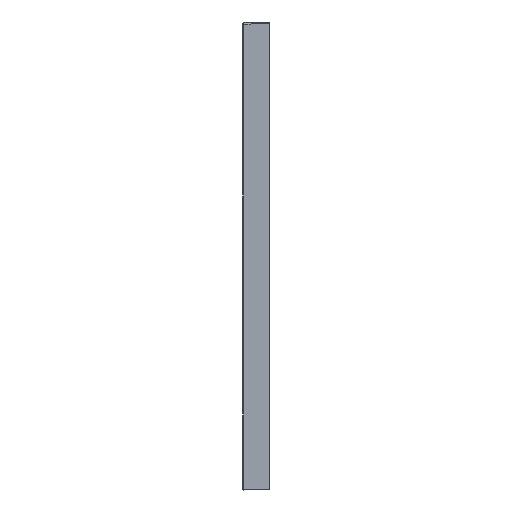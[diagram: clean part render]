
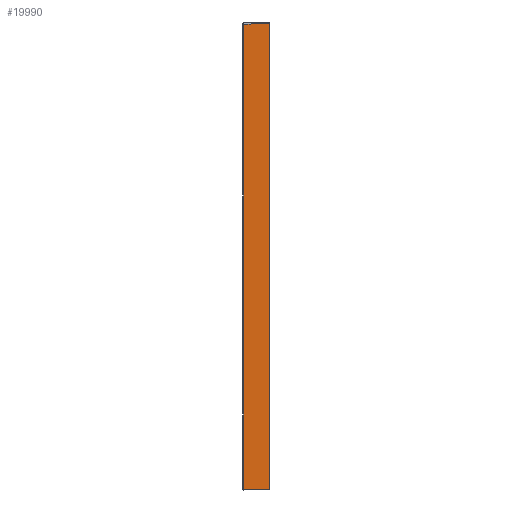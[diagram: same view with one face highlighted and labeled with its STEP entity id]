
A CAD part, left-side view. The second image highlights one B-rep face of the part: STEP entity #19990.
In plain terms, the highlighted planar face has unit normal (-0.999, 0.035, 0).
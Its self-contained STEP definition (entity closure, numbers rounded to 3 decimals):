
#434=DIRECTION('',(-0.035,-0.999,0.));
#435=VECTOR('',#434,38.038);
#436=CARTESIAN_POINT('',(-698.673,-1.986,
-262.5));
#437=LINE('',#436,#435);
#780=CARTESIAN_POINT('',(-700.,-40.,435.501));
#782=CARTESIAN_POINT('',(-698.673,-1.986,
-252.5));
#783=CARTESIAN_POINT('',(-698.673,-1.986,
-221.007));
#784=CARTESIAN_POINT('',(-698.672,-1.97,
-158.127));
#785=CARTESIAN_POINT('',(-698.671,-1.933,
-61.461));
#786=CARTESIAN_POINT('',(-698.67,-1.924,3.713));
#787=CARTESIAN_POINT('',(-698.671,-1.93,37.5));
#789=DIRECTION('',(0.,0.,1.));
#790=VECTOR('',#789,290.);
#791=CARTESIAN_POINT('',(-698.671,-1.93,37.5));
#792=LINE('',#791,#790);
#793=CARTESIAN_POINT('',(-698.673,-1.986,327.5));
#794=CARTESIAN_POINT('',(-698.673,-1.986,339.368));
#795=CARTESIAN_POINT('',(-698.672,-1.98,362.925));
#796=CARTESIAN_POINT('',(-698.672,-1.959,398.482));
#797=CARTESIAN_POINT('',(-698.671,-1.941,422.171));
#798=CARTESIAN_POINT('',(-698.671,-1.932,434.172));
#800=DIRECTION('',(-0.035,-0.999,0.035));
#801=VECTOR('',#800,38.115);
#802=CARTESIAN_POINT('',(-698.671,-1.932,434.172));
#803=LINE('',#802,#801);
#804=DIRECTION('',(0.,0.,-1.));
#805=VECTOR('',#804,698.001);
#806=CARTESIAN_POINT('',(-700.,-40.,435.501));
#807=LINE('',#806,#805);
#808=DIRECTION('',(0.,0.,-1.));
#809=VECTOR('',#808,10.);
#810=CARTESIAN_POINT('',(-698.673,-1.986,
-252.5));
#811=LINE('',#810,#809);
#17569=CARTESIAN_POINT('',(-700.,-40.,-262.5));
#17570=VERTEX_POINT('',#17569);
#18774=CARTESIAN_POINT('',(-698.671,-1.932,
434.172));
#18775=VERTEX_POINT('',#18774);
#18776=VERTEX_POINT('',#780);
#18777=CARTESIAN_POINT('',(-698.673,-1.986,
-262.5));
#18778=VERTEX_POINT('',#18777);
#18779=CARTESIAN_POINT('',(-698.673,-1.986,
-252.5));
#18780=VERTEX_POINT('',#18779);
#18781=VERTEX_POINT('',#787);
#18782=CARTESIAN_POINT('',(-698.673,-1.986,
327.5));
#18783=VERTEX_POINT('',#18782);
#19972=CARTESIAN_POINT('',(-699.335,-20.964,
86.501));
#19973=DIRECTION('',(0.999,-0.035,0.));
#19974=DIRECTION('',(0.035,0.999,0.));
#19975=AXIS2_PLACEMENT_3D('',#19972,#19973,#19974);
#19976=PLANE('',#19975);
#19977=ORIENTED_EDGE('',*,*,#19391,.F.);
#19979=ORIENTED_EDGE('',*,*,#19978,.F.);
#19981=ORIENTED_EDGE('',*,*,#19980,.T.);
#19983=ORIENTED_EDGE('',*,*,#19982,.T.);
#19985=ORIENTED_EDGE('',*,*,#19984,.T.);
#19986=ORIENTED_EDGE('',*,*,#19965,.T.);
#19987=ORIENTED_EDGE('',*,*,#19266,.T.);
#19988=EDGE_LOOP('',(#19977,#19979,#19981,#19983,#19985,#19986,#19987));
#19989=FACE_OUTER_BOUND('',#19988,.F.);
#19990=ADVANCED_FACE('',(#19989),#19976,.F.);
#788=B_SPLINE_CURVE_WITH_KNOTS('',3,(#782,#783,#784,#785,#786,#787),
.UNSPECIFIED.,.F.,.F.,(4,1,1,4),(0.,0.326,0.65,1.),
.UNSPECIFIED.);
#799=B_SPLINE_CURVE_WITH_KNOTS('',3,(#793,#794,#795,#796,#797,#798),
.UNSPECIFIED.,.F.,.F.,(4,1,1,4),(0.,0.334,0.662,1.),
.UNSPECIFIED.);
#19266=EDGE_CURVE('',#18776,#17570,#807,.T.);
#19391=EDGE_CURVE('',#18778,#17570,#437,.T.);
#19965=EDGE_CURVE('',#18775,#18776,#803,.T.);
#19978=EDGE_CURVE('',#18780,#18778,#811,.T.);
#19980=EDGE_CURVE('',#18780,#18781,#788,.T.);
#19982=EDGE_CURVE('',#18781,#18783,#792,.T.);
#19984=EDGE_CURVE('',#18783,#18775,#799,.T.);
